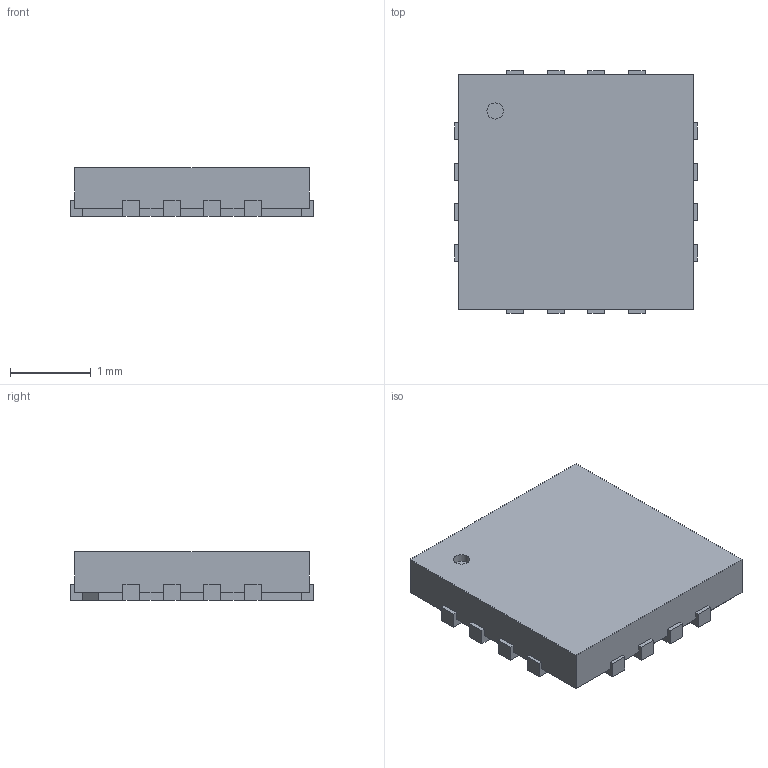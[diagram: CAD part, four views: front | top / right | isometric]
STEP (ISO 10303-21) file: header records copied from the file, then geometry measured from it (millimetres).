
FILE_DESCRIPTION(/* description */ ('model of QFN-16-1EP_3x3mm_P0.5mm_EP2.7x2.7mm_ThermalVias'),/* implementation_level */ '2;1');
FILE_NAME(/* name */ 'QFN-16-1EP_3x3mm_P0.5mm_EP2.7x2.7mm_ThermalVias.step',/* time_stamp */ '2018-11-02T18:07:12',/* author */ ('kicad StepUp','ksu'),/* organization */ ('FreeCAD'),/* preprocessor_version */ 'OCC',/* originating_system */ 'kicad StepUp',/* authorisation */ '');
FILE_SCHEMA(('AUTOMOTIVE_DESIGN { 1 0 10303 214 1 1 1 1 }'));
Length unit declared in the file: millimetre
Products named in the file (1): QFN_16_1EP_3x3mm_P05mm_EP27x27mm_ThermalVias
Bounding box: 3 x 3 x 0.6 mm (x, y, z)
Volume: 5 mm3; surface area: 24.7 mm2
Topology: 1 solids, 1 shells, 109 faces, 318 edges, 212 vertices
Faces by surface type: plane 108, cylinder 1
Full cylindrical faces by diameter (mm): 0.2 x1
Entity records: 4311 total; most frequent: CARTESIAN_POINT 640, ORIENTED_EDGE 636, DIRECTION 540, EDGE_CURVE 318, LINE 316, VECTOR 316, VERTEX_POINT 212, AXIS2_PLACEMENT_3D 112
